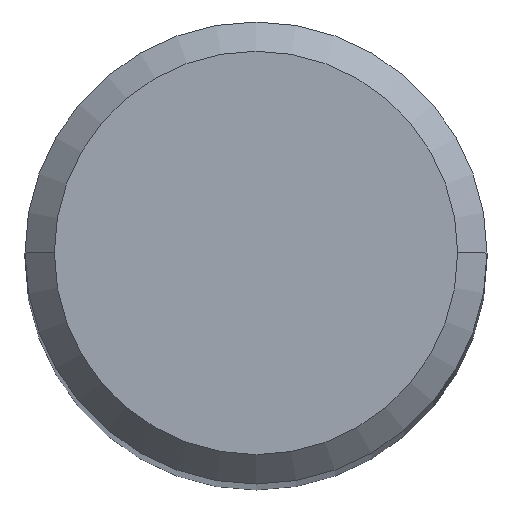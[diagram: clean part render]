
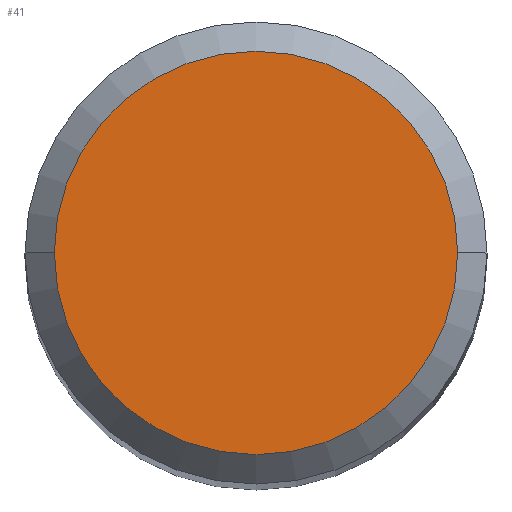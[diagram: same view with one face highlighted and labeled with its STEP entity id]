
A CAD part, top view. The second image highlights one B-rep face of the part: STEP entity #41.
In plain terms, the highlighted planar face has unit normal (0, 0, 1).
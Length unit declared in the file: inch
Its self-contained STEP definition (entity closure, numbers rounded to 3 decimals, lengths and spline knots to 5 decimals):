
#7 = FACE_OUTER_BOUND ( 'NONE', #337, .T. ) ;
#11 = DIRECTION ( 'NONE',  ( 0., 0., 1. ) ) ;
#30 = CIRCLE ( 'NONE', #265, 0.10311 ) ;
#41 = ADVANCED_FACE ( 'NONE', ( #7 ), #325, .T. ) ;
#47 = CIRCLE ( 'NONE', #208, 0.10311 ) ;
#82 = CARTESIAN_POINT ( 'NONE',  ( 0., 0., 2.95276 ) ) ;
#101 = CARTESIAN_POINT ( 'NONE',  ( 0., 0., 2.95276 ) ) ;
#112 = DIRECTION ( 'NONE',  ( 1., 0., 0. ) ) ;
#129 = CARTESIAN_POINT ( 'NONE',  ( -0.10311, 0., 2.95276 ) ) ;
#138 = ORIENTED_EDGE ( 'NONE', *, *, #353, .T. ) ;
#163 = DIRECTION ( 'NONE',  ( 1., 0., 0. ) ) ;
#173 = VERTEX_POINT ( 'NONE', #129 ) ;
#180 = VERTEX_POINT ( 'NONE', #229 ) ;
#208 = AXIS2_PLACEMENT_3D ( 'NONE', #82, #11, #112 ) ;
#229 = CARTESIAN_POINT ( 'NONE',  ( 0.10311, 0., 2.95276 ) ) ;
#235 = DIRECTION ( 'NONE',  ( 0., 0., 1. ) ) ;
#239 = DIRECTION ( 'NONE',  ( 0., 0., 1. ) ) ;
#254 = EDGE_CURVE ( 'NONE', #173, #180, #30, .T. ) ;
#265 = AXIS2_PLACEMENT_3D ( 'NONE', #101, #235, #357 ) ;
#298 = CARTESIAN_POINT ( 'NONE',  ( 0., 0., 2.95276 ) ) ;
#325 = PLANE ( 'NONE',  #372 ) ;
#337 = EDGE_LOOP ( 'NONE', ( #391, #138 ) ) ;
#353 = EDGE_CURVE ( 'NONE', #180, #173, #47, .T. ) ;
#357 = DIRECTION ( 'NONE',  ( 1., 0., 0. ) ) ;
#372 = AXIS2_PLACEMENT_3D ( 'NONE', #298, #239, #163 ) ;
#391 = ORIENTED_EDGE ( 'NONE', *, *, #254, .T. ) ;
